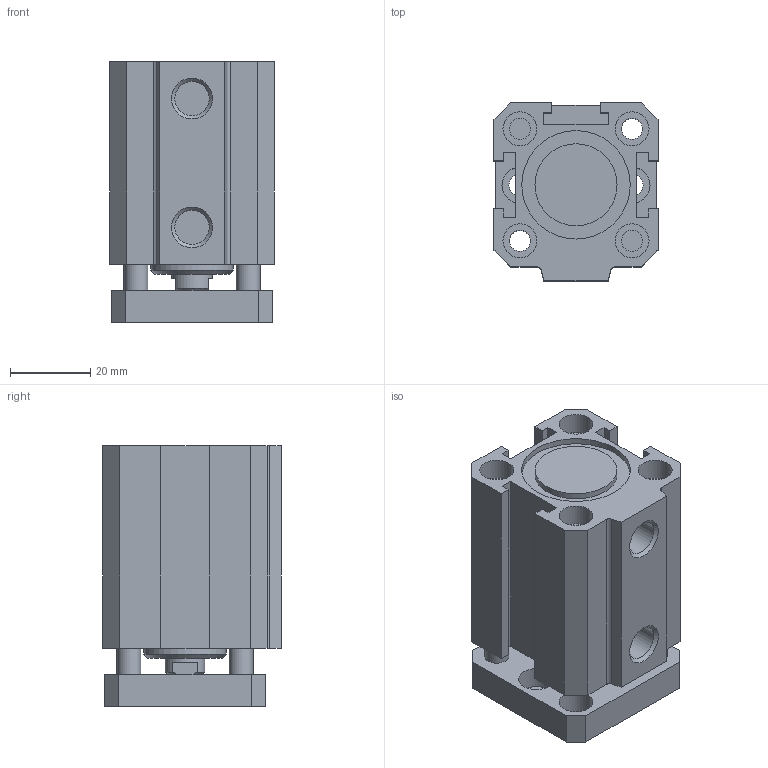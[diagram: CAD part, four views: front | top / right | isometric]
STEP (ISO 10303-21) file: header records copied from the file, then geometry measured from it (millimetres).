
FILE_DESCRIPTION(/* description */ ('TUBO PROFILATO'),/* implementation_level */ '2;1');
FILE_NAME(/* name */ '1511_25_0015_AR.stp',/* time_stamp */ '2016-08-24T11:14:44+02:00',/* author */ ('Maniean1'),/* organization */ ('Pneumax S.p.A.'),/* preprocessor_version */ 'ST-DEVELOPER v15.2',/* originating_system */ 'Autodesk Inventor 2014',/* authorisation */ '');
FILE_SCHEMA (('AUTOMOTIVE_DESIGN { 1 0 10303 214 3 1 1 }'));
Length unit declared in the file: millimetre
Products named in the file (3): C_1511_25_0015_AR; S_1501_25_0015_AR; 1511_25_0015_AR
Bounding box: 41 x 44.5 x 65 mm (x, y, z)
Volume: 74248.3 mm3; surface area: 31512.4 mm2
Topology: 2 solids, 2 shells, 113 faces, 261 edges, 174 vertices
Faces by surface type: plane 74, cylinder 34, cone 5
Full cylindrical faces by diameter (mm): 4.134 x2, 5.3 x4, 5.5 x2, 6 x4, 8.5 x8, 8.566 x2, 9 x2, 10 x2, 20.5 x2, 25 x2, 27.1 x2
Entity records: 3187 total; most frequent: DIRECTION 530, CARTESIAN_POINT 518, ORIENTED_EDGE 444, EDGE_CURVE 222, AXIS2_PLACEMENT_3D 194, EDGE_LOOP 190, VERTEX_POINT 170, LINE 142
